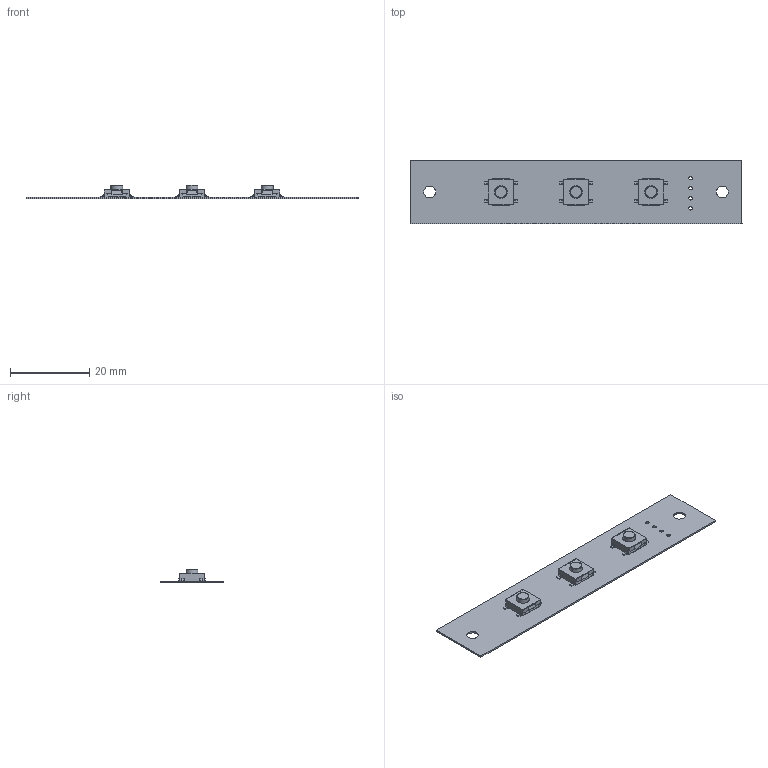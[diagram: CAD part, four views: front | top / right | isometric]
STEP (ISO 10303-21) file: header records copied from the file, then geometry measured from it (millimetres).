
FILE_DESCRIPTION(('HOOPS Exchange Step'),'2;1');
FILE_NAME('button_board.step','2018-04-23T14:26:45+00:00',('SYSTEM'),('Unknown organisation'),'HOOPS Exchange 10.0','HOOPS Exchange','Unknown authorisation');
FILE_SCHEMA( ('AUTOMOTIVE_DESIGN { 1 0 10303 214 1 1 1 1 }') );
Length unit declared in the file: millimetre
Products named in the file (2): Default; button_board
Assembly tree (1 placements, depth 2):
  button_board
    Default
Bounding box: 84 x 16 x 3.51 mm (x, y, z)
Volume: 807.3 mm3; surface area: 3291 mm2
Topology: 4 solids, 4 shells, 271 faces, 765 edges, 505 vertices
Faces by surface type: plane 226, cylinder 42, bspline 3
Full cylindrical faces by diameter (mm): 0.9 x4, 3 x5, 3.2 x3
Entity records: 13455 total; most frequent: CARTESIAN_POINT 6260, ORIENTED_EDGE 1530, DIRECTION 1385, EDGE_CURVE 765, VECTOR 663, LINE 663, VERTEX_POINT 505, AXIS2_PLACEMENT_3D 361
